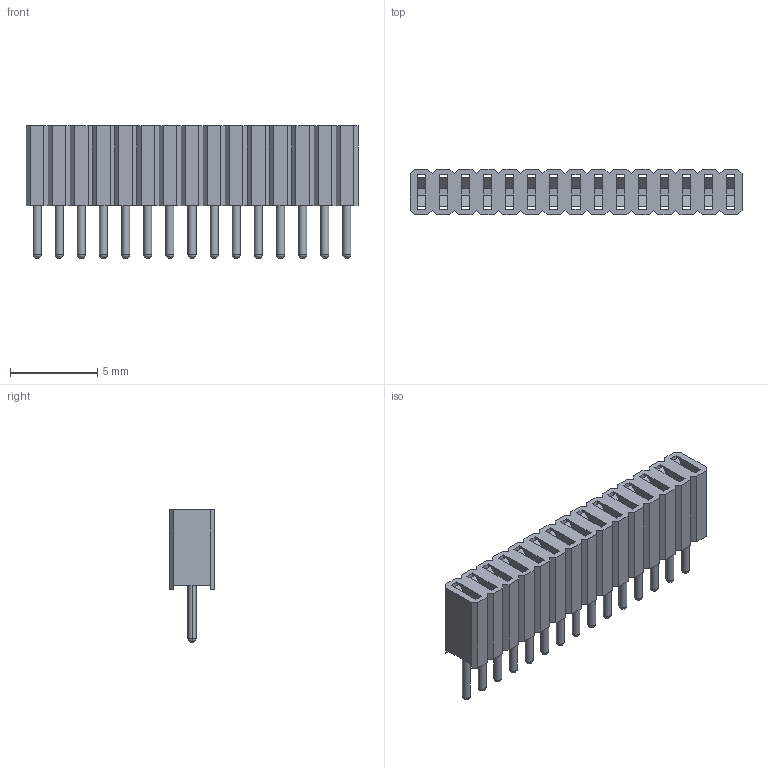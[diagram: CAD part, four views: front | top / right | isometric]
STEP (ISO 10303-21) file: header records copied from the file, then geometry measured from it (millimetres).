
FILE_DESCRIPTION((''),'2;1');
FILE_NAME('HARWING_M52-5001545.stp','2010-09-22T11:52:05',(''),(''),'Mechanical Desktop 2010','Mechanical Desktop 2010',', , ');
FILE_SCHEMA(('AUTOMOTIVE_DESIGN { 1 2 10303 214 1 1 1 1 }'));
Length unit declared in the file: millimetre
Products named in the file (1): Product
Bounding box: 19.05 x 2.6 x 7.6 mm (x, y, z)
Volume: 261 mm3; surface area: 1057.7 mm2
Topology: 28 solids, 28 shells, 384 faces, 872 edges, 544 vertices
Faces by surface type: plane 280, cylinder 52, bspline 52
Entity records: 12753 total; most frequent: CARTESIAN_POINT 4089, DIRECTION 1746, ORIENTED_EDGE 1744, EDGE_CURVE 872, VECTOR 664, LINE 664, VERTEX_POINT 544, AXIS2_PLACEMENT_3D 541
